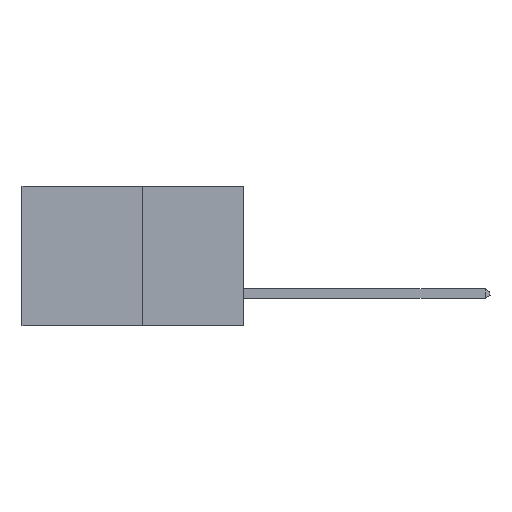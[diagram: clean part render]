
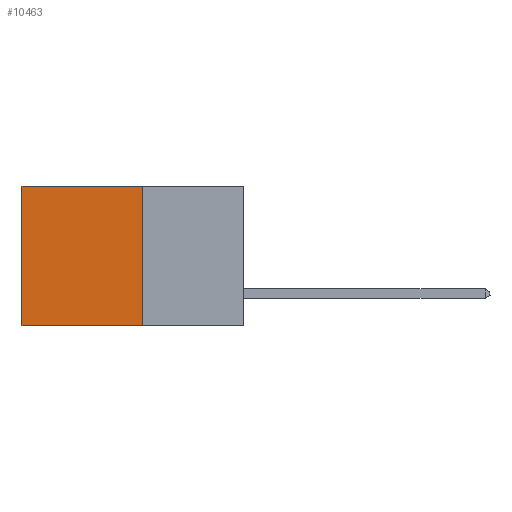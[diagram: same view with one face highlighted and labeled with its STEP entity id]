
A CAD part, left-side view. The second image highlights one B-rep face of the part: STEP entity #10463.
In plain terms, the highlighted planar face has unit normal (-1, 0, 0).
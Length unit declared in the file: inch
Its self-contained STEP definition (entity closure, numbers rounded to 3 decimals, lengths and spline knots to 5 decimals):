
#17 = ORIENTED_EDGE ( 'NONE', *, *, #15703, .T. ) ;
#51 = VERTEX_POINT ( 'NONE', #5698 ) ;
#156 = LINE ( 'NONE', #338, #16949 ) ;
#338 = CARTESIAN_POINT ( 'NONE',  ( 0.277, 0.27, 0. ) ) ;
#436 = LINE ( 'NONE', #2260, #3661 ) ;
#1505 = PLANE ( 'NONE',  #13561 ) ;
#2260 = CARTESIAN_POINT ( 'NONE',  ( 0.277, 0.27, -0.37 ) ) ;
#2563 = VECTOR ( 'NONE', #12968, 39.37008 ) ;
#3546 = CARTESIAN_POINT ( 'NONE',  ( 0.277, 0.27, -0.37 ) ) ;
#3661 = VECTOR ( 'NONE', #10488, 39.37008 ) ;
#4182 = VERTEX_POINT ( 'NONE', #11351 ) ;
#4256 = DIRECTION ( 'NONE',  ( 1., 0., 0. ) ) ;
#4284 = EDGE_LOOP ( 'NONE', ( #15451, #8115, #7687, #17 ) ) ;
#4405 = CARTESIAN_POINT ( 'NONE',  ( 0.277, 0.59, -0.37 ) ) ;
#5698 = CARTESIAN_POINT ( 'NONE',  ( 0.277, 0.59, 0. ) ) ;
#6230 = EDGE_CURVE ( 'NONE', #4182, #9402, #13490, .T. ) ;
#6767 = LINE ( 'NONE', #4405, #13603 ) ;
#7687 = ORIENTED_EDGE ( 'NONE', *, *, #6230, .F. ) ;
#8115 = ORIENTED_EDGE ( 'NONE', *, *, #14152, .F. ) ;
#8226 = VERTEX_POINT ( 'NONE', #9184 ) ;
#9184 = CARTESIAN_POINT ( 'NONE',  ( 0.277, 0.59, -0.37 ) ) ;
#9402 = VERTEX_POINT ( 'NONE', #3546 ) ;
#9909 = DIRECTION ( 'NONE',  ( 0., 0., -1. ) ) ;
#9977 = DIRECTION ( 'NONE',  ( 0., 1., 0. ) ) ;
#10463 = ADVANCED_FACE ( 'NONE', ( #14794 ), #1505, .F. ) ;
#10488 = DIRECTION ( 'NONE',  ( 0., 1., 0. ) ) ;
#11159 = EDGE_CURVE ( 'NONE', #51, #8226, #6767, .T. ) ;
#11351 = CARTESIAN_POINT ( 'NONE',  ( 0.277, 0.27, 0. ) ) ;
#12469 = CARTESIAN_POINT ( 'NONE',  ( 0.277, 0.27, -0.37 ) ) ;
#12968 = DIRECTION ( 'NONE',  ( 0., 0., -1. ) ) ;
#13098 = CARTESIAN_POINT ( 'NONE',  ( 0.277, 0.27, -0.37 ) ) ;
#13490 = LINE ( 'NONE', #13098, #2563 ) ;
#13561 = AXIS2_PLACEMENT_3D ( 'NONE', #12469, #4256, #13819 ) ;
#13603 = VECTOR ( 'NONE', #9909, 39.37008 ) ;
#13819 = DIRECTION ( 'NONE',  ( 0., 0., -1. ) ) ;
#14152 = EDGE_CURVE ( 'NONE', #9402, #8226, #436, .T. ) ;
#14794 = FACE_OUTER_BOUND ( 'NONE', #4284, .T. ) ;
#15451 = ORIENTED_EDGE ( 'NONE', *, *, #11159, .T. ) ;
#15703 = EDGE_CURVE ( 'NONE', #4182, #51, #156, .T. ) ;
#16949 = VECTOR ( 'NONE', #9977, 39.37008 ) ;
